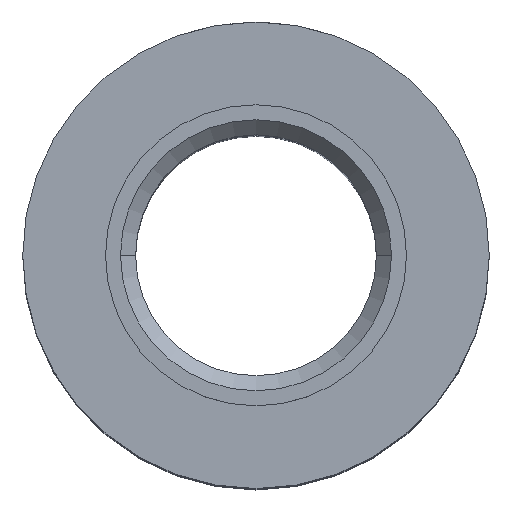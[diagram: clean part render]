
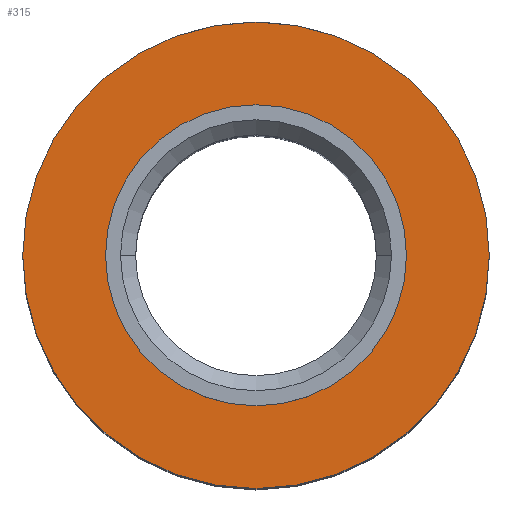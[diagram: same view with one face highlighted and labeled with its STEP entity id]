
A CAD part, top view. The second image highlights one B-rep face of the part: STEP entity #315.
In plain terms, the highlighted planar face has unit normal (0, 0, 1).
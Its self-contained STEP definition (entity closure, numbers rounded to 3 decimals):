
#103 = CARTESIAN_POINT ( 'NONE',  ( 5., 0., 16.5 ) ) ;
#211 = DIRECTION ( 'NONE',  ( 1., 0., 0. ) ) ;
#236 = CARTESIAN_POINT ( 'NONE',  ( -7.75, 0., 16.5 ) ) ;
#315 = ADVANCED_FACE ( 'NONE', ( #7729, #872 ), #919, .T. ) ;
#601 = CARTESIAN_POINT ( 'NONE',  ( 0., 0., 16.5 ) ) ;
#721 = EDGE_CURVE ( 'NONE', #8028, #790, #4292, .T. ) ;
#790 = VERTEX_POINT ( 'NONE', #7306 ) ;
#872 = FACE_BOUND ( 'NONE', #6452, .T. ) ;
#919 = PLANE ( 'NONE',  #5721 ) ;
#1248 = DIRECTION ( 'NONE',  ( 1., 0., 0. ) ) ;
#1668 = AXIS2_PLACEMENT_3D ( 'NONE', #8150, #4170, #211 ) ;
#1739 = DIRECTION ( 'NONE',  ( 1., 0., 0. ) ) ;
#2003 = AXIS2_PLACEMENT_3D ( 'NONE', #7653, #3651, #8301 ) ;
#2103 = VERTEX_POINT ( 'NONE', #103 ) ;
#2174 = ORIENTED_EDGE ( 'NONE', *, *, #4528, .F. ) ;
#2639 = CIRCLE ( 'NONE', #7934, 5. ) ;
#3013 = ORIENTED_EDGE ( 'NONE', *, *, #4726, .T. ) ;
#3651 = DIRECTION ( 'NONE',  ( 0., 0., 1. ) ) ;
#3661 = EDGE_CURVE ( 'NONE', #4597, #2103, #5479, .T. ) ;
#3662 = CARTESIAN_POINT ( 'NONE',  ( 0., 0., 16.5 ) ) ;
#4170 = DIRECTION ( 'NONE',  ( 0., 0., 1. ) ) ;
#4292 = CIRCLE ( 'NONE', #2003, 7.75 ) ;
#4344 = DIRECTION ( 'NONE',  ( 1., 0., 0. ) ) ;
#4528 = EDGE_CURVE ( 'NONE', #2103, #4597, #2639, .T. ) ;
#4597 = VERTEX_POINT ( 'NONE', #7892 ) ;
#4726 = EDGE_CURVE ( 'NONE', #790, #8028, #4914, .T. ) ;
#4914 = CIRCLE ( 'NONE', #8388, 7.75 ) ;
#5209 = DIRECTION ( 'NONE',  ( 0., 0., 1. ) ) ;
#5479 = CIRCLE ( 'NONE', #1668, 5. ) ;
#5537 = DIRECTION ( 'NONE',  ( 0., 0., 1. ) ) ;
#5721 = AXIS2_PLACEMENT_3D ( 'NONE', #7541, #5537, #1739 ) ;
#6452 = EDGE_LOOP ( 'NONE', ( #7912, #2174 ) ) ;
#6732 = ORIENTED_EDGE ( 'NONE', *, *, #721, .T. ) ;
#7188 = EDGE_LOOP ( 'NONE', ( #6732, #3013 ) ) ;
#7306 = CARTESIAN_POINT ( 'NONE',  ( 7.75, 0., 16.5 ) ) ;
#7541 = CARTESIAN_POINT ( 'NONE',  ( 0., 0., 16.5 ) ) ;
#7653 = CARTESIAN_POINT ( 'NONE',  ( 0., 0., 16.5 ) ) ;
#7729 = FACE_OUTER_BOUND ( 'NONE', #7188, .T. ) ;
#7892 = CARTESIAN_POINT ( 'NONE',  ( -5., 0., 16.5 ) ) ;
#7912 = ORIENTED_EDGE ( 'NONE', *, *, #3661, .F. ) ;
#7934 = AXIS2_PLACEMENT_3D ( 'NONE', #601, #5209, #1248 ) ;
#8028 = VERTEX_POINT ( 'NONE', #236 ) ;
#8150 = CARTESIAN_POINT ( 'NONE',  ( 0., 0., 16.5 ) ) ;
#8301 = DIRECTION ( 'NONE',  ( 1., 0., 0. ) ) ;
#8318 = DIRECTION ( 'NONE',  ( 0., 0., 1. ) ) ;
#8388 = AXIS2_PLACEMENT_3D ( 'NONE', #3662, #8318, #4344 ) ;
